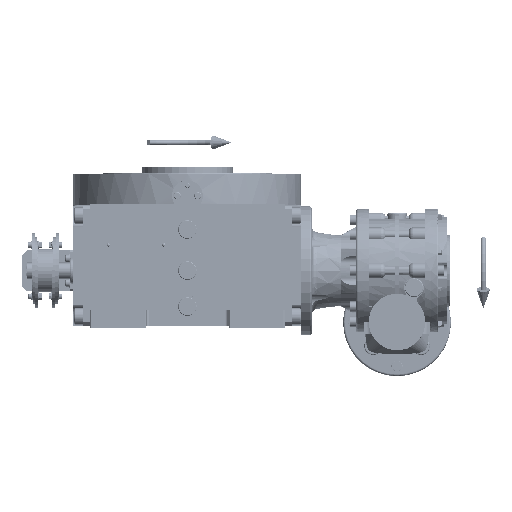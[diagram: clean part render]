
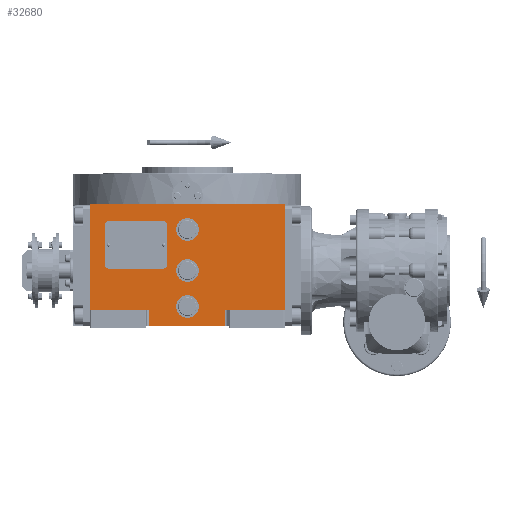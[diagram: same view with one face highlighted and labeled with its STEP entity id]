
A CAD part, top view. The second image highlights one B-rep face of the part: STEP entity #32680.
In plain terms, the highlighted planar face has unit normal (0, 0, 1).
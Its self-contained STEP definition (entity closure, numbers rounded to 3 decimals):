
#1639 = LINE ( 'NONE', #43827, #20340 ) ;
#1941 = CARTESIAN_POINT ( 'NONE',  ( 37., -38.5, 163.5 ) ) ;
#4125 = DIRECTION ( 'NONE',  ( -1., 0., 0. ) ) ;
#5957 = LINE ( 'NONE', #6804, #110883 ) ;
#6804 = CARTESIAN_POINT ( 'NONE',  ( -37., -53.5, 163.5 ) ) ;
#8060 = AXIS2_PLACEMENT_3D ( 'NONE', #169253, #75302, #142542 ) ;
#11033 = CARTESIAN_POINT ( 'NONE',  ( -94.5, -53.5, 163.5 ) ) ;
#11218 = VECTOR ( 'NONE', #36479, 1000. ) ;
#12306 = CARTESIAN_POINT ( 'NONE',  ( -37., -53.5, 163.5 ) ) ;
#12499 = VERTEX_POINT ( 'NONE', #109036 ) ;
#12824 = CARTESIAN_POINT ( 'NONE',  ( 0., 40., 163.5 ) ) ;
#13882 = VERTEX_POINT ( 'NONE', #163081 ) ;
#15280 = ORIENTED_EDGE ( 'NONE', *, *, #127209, .F. ) ;
#15481 = EDGE_CURVE ( 'NONE', #127992, #118214, #113123, .T. ) ;
#15935 = CARTESIAN_POINT ( 'NONE',  ( 37., -38.5, 163.5 ) ) ;
#17104 = DIRECTION ( 'NONE',  ( 0., 1., 0. ) ) ;
#19318 = DIRECTION ( 'NONE',  ( 1., 0., 0. ) ) ;
#20109 = EDGE_CURVE ( 'NONE', #41817, #109638, #5957, .T. ) ;
#20340 = VECTOR ( 'NONE', #17104, 1000. ) ;
#21300 = CARTESIAN_POINT ( 'NONE',  ( -94.5, -38.5, 163.5 ) ) ;
#22104 = CARTESIAN_POINT ( 'NONE',  ( 11., 40., 163.5 ) ) ;
#23993 = FACE_OUTER_BOUND ( 'NONE', #105304, .T. ) ;
#25735 = VECTOR ( 'NONE', #65747, 1000. ) ;
#25887 = DIRECTION ( 'NONE',  ( 1., 0., 0. ) ) ;
#28284 = ORIENTED_EDGE ( 'NONE', *, *, #102498, .F. ) ;
#30787 = DIRECTION ( 'NONE',  ( 0., 0., 1. ) ) ;
#32680 = ADVANCED_FACE ( 'NONE', ( #159288, #130885, #89515, #23993 ), #76571, .T. ) ;
#32726 = DIRECTION ( 'NONE',  ( 1., 0., 0. ) ) ;
#33549 = AXIS2_PLACEMENT_3D ( 'NONE', #11033, #142964, #117937 ) ;
#33860 = VERTEX_POINT ( 'NONE', #145335 ) ;
#34935 = CIRCLE ( 'NONE', #92806, 11. ) ;
#36015 = VERTEX_POINT ( 'NONE', #22104 ) ;
#36479 = DIRECTION ( 'NONE',  ( 0., 1., 0. ) ) ;
#39500 = DIRECTION ( 'NONE',  ( 0., 0., 1. ) ) ;
#41817 = VERTEX_POINT ( 'NONE', #72334 ) ;
#43827 = CARTESIAN_POINT ( 'NONE',  ( -94.5, -38.5, 163.5 ) ) ;
#46163 = ORIENTED_EDGE ( 'NONE', *, *, #168368, .F. ) ;
#48573 = LINE ( 'NONE', #140841, #130024 ) ;
#51439 = CARTESIAN_POINT ( 'NONE',  ( -94.5, 64.5, 163.5 ) ) ;
#52750 = EDGE_CURVE ( 'NONE', #12499, #36015, #34935, .T. ) ;
#55834 = CARTESIAN_POINT ( 'NONE',  ( 0., -35., 163.5 ) ) ;
#60465 = CIRCLE ( 'NONE', #115518, 11. ) ;
#60613 = DIRECTION ( 'NONE',  ( 0., 0., 1. ) ) ;
#62340 = VECTOR ( 'NONE', #25887, 1000. ) ;
#65408 = DIRECTION ( 'NONE',  ( 0., 0., 1. ) ) ;
#65747 = DIRECTION ( 'NONE',  ( 0., -1., 0. ) ) ;
#65811 = VERTEX_POINT ( 'NONE', #15935 ) ;
#66170 = VERTEX_POINT ( 'NONE', #159729 ) ;
#67755 = VERTEX_POINT ( 'NONE', #21300 ) ;
#70036 = EDGE_CURVE ( 'NONE', #154643, #66170, #169817, .T. ) ;
#72334 = CARTESIAN_POINT ( 'NONE',  ( -37., -53.5, 163.5 ) ) ;
#75302 = DIRECTION ( 'NONE',  ( 0., 0., 1. ) ) ;
#75942 = LINE ( 'NONE', #168161, #62340 ) ;
#76356 = DIRECTION ( 'NONE',  ( 1., 0., 0. ) ) ;
#76571 = PLANE ( 'NONE',  #33549 ) ;
#80047 = EDGE_CURVE ( 'NONE', #65811, #154643, #48573, .T. ) ;
#80199 = ORIENTED_EDGE ( 'NONE', *, *, #52750, .F. ) ;
#83624 = CARTESIAN_POINT ( 'NONE',  ( 0., -35., 163.5 ) ) ;
#88344 = CARTESIAN_POINT ( 'NONE',  ( 94.5, -38.5, 163.5 ) ) ;
#89515 = FACE_BOUND ( 'NONE', #146174, .T. ) ;
#90500 = DIRECTION ( 'NONE',  ( 0., 1., 0. ) ) ;
#92806 = AXIS2_PLACEMENT_3D ( 'NONE', #12824, #65408, #157666 ) ;
#94434 = VERTEX_POINT ( 'NONE', #170281 ) ;
#95021 = LINE ( 'NONE', #1941, #25735 ) ;
#99289 = ORIENTED_EDGE ( 'NONE', *, *, #123363, .F. ) ;
#100996 = DIRECTION ( 'NONE',  ( 1., 0., 0. ) ) ;
#101136 = ORIENTED_EDGE ( 'NONE', *, *, #20109, .T. ) ;
#102498 = EDGE_CURVE ( 'NONE', #67755, #111555, #1639, .T. ) ;
#102718 = CARTESIAN_POINT ( 'NONE',  ( -94.5, -38.5, 163.5 ) ) ;
#105304 = EDGE_LOOP ( 'NONE', ( #101136, #164922, #109324, #116298, #125733, #28284, #119188, #99289 ) ) ;
#107084 = EDGE_CURVE ( 'NONE', #67755, #94434, #129429, .T. ) ;
#107449 = EDGE_CURVE ( 'NONE', #13882, #33860, #117564, .T. ) ;
#109036 = CARTESIAN_POINT ( 'NONE',  ( -11., 40., 163.5 ) ) ;
#109324 = ORIENTED_EDGE ( 'NONE', *, *, #80047, .T. ) ;
#109638 = VERTEX_POINT ( 'NONE', #166541 ) ;
#110883 = VECTOR ( 'NONE', #76356, 1000. ) ;
#111233 = DIRECTION ( 'NONE',  ( 0., 0., 1. ) ) ;
#111555 = VERTEX_POINT ( 'NONE', #51439 ) ;
#113123 = CIRCLE ( 'NONE', #121406, 11. ) ;
#115445 = CIRCLE ( 'NONE', #8060, 11. ) ;
#115518 = AXIS2_PLACEMENT_3D ( 'NONE', #55834, #30787, #136024 ) ;
#116289 = DIRECTION ( 'NONE',  ( 1., 0., 0. ) ) ;
#116298 = ORIENTED_EDGE ( 'NONE', *, *, #70036, .T. ) ;
#117479 = EDGE_CURVE ( 'NONE', #111555, #66170, #75942, .T. ) ;
#117564 = CIRCLE ( 'NONE', #145134, 11. ) ;
#117937 = DIRECTION ( 'NONE',  ( 1., 0., 0. ) ) ;
#118214 = VERTEX_POINT ( 'NONE', #126413 ) ;
#118944 = CARTESIAN_POINT ( 'NONE',  ( 94.5, -38.5, 163.5 ) ) ;
#119188 = ORIENTED_EDGE ( 'NONE', *, *, #107084, .T. ) ;
#121406 = AXIS2_PLACEMENT_3D ( 'NONE', #129218, #39500, #116289 ) ;
#121781 = EDGE_LOOP ( 'NONE', ( #147165, #15280 ) ) ;
#123363 = EDGE_CURVE ( 'NONE', #41817, #94434, #168382, .T. ) ;
#125733 = ORIENTED_EDGE ( 'NONE', *, *, #117479, .F. ) ;
#126413 = CARTESIAN_POINT ( 'NONE',  ( -11., 0., 163.5 ) ) ;
#127209 = EDGE_CURVE ( 'NONE', #33860, #13882, #60465, .T. ) ;
#127992 = VERTEX_POINT ( 'NONE', #137105 ) ;
#129218 = CARTESIAN_POINT ( 'NONE',  ( 0., 0., 163.5 ) ) ;
#129429 = LINE ( 'NONE', #102718, #158787 ) ;
#130024 = VECTOR ( 'NONE', #19318, 1000. ) ;
#130885 = FACE_BOUND ( 'NONE', #121781, .T. ) ;
#134321 = EDGE_LOOP ( 'NONE', ( #145223, #168322 ) ) ;
#136024 = DIRECTION ( 'NONE',  ( -1., 0., 0. ) ) ;
#137105 = CARTESIAN_POINT ( 'NONE',  ( 11., 0., 163.5 ) ) ;
#137428 = CARTESIAN_POINT ( 'NONE',  ( 0., 0., 163.5 ) ) ;
#140841 = CARTESIAN_POINT ( 'NONE',  ( 37., -38.5, 163.5 ) ) ;
#142542 = DIRECTION ( 'NONE',  ( 1., 0., 0. ) ) ;
#142964 = DIRECTION ( 'NONE',  ( 0., 0., 1. ) ) ;
#145134 = AXIS2_PLACEMENT_3D ( 'NONE', #83624, #111233, #32726 ) ;
#145223 = ORIENTED_EDGE ( 'NONE', *, *, #15481, .F. ) ;
#145335 = CARTESIAN_POINT ( 'NONE',  ( -11., -35., 163.5 ) ) ;
#145578 = EDGE_CURVE ( 'NONE', #65811, #109638, #95021, .T. ) ;
#146174 = EDGE_LOOP ( 'NONE', ( #46163, #80199 ) ) ;
#147165 = ORIENTED_EDGE ( 'NONE', *, *, #107449, .F. ) ;
#147556 = VECTOR ( 'NONE', #90500, 1000. ) ;
#154643 = VERTEX_POINT ( 'NONE', #88344 ) ;
#157532 = EDGE_CURVE ( 'NONE', #118214, #127992, #168513, .T. ) ;
#157666 = DIRECTION ( 'NONE',  ( -1., 0., 0. ) ) ;
#158787 = VECTOR ( 'NONE', #100996, 1000. ) ;
#159288 = FACE_BOUND ( 'NONE', #134321, .T. ) ;
#159729 = CARTESIAN_POINT ( 'NONE',  ( 94.5, 64.5, 163.5 ) ) ;
#163081 = CARTESIAN_POINT ( 'NONE',  ( 11., -35., 163.5 ) ) ;
#163385 = AXIS2_PLACEMENT_3D ( 'NONE', #137428, #60613, #4125 ) ;
#164922 = ORIENTED_EDGE ( 'NONE', *, *, #145578, .F. ) ;
#166541 = CARTESIAN_POINT ( 'NONE',  ( 37., -53.5, 163.5 ) ) ;
#168161 = CARTESIAN_POINT ( 'NONE',  ( -94.5, 64.5, 163.5 ) ) ;
#168322 = ORIENTED_EDGE ( 'NONE', *, *, #157532, .F. ) ;
#168368 = EDGE_CURVE ( 'NONE', #36015, #12499, #115445, .T. ) ;
#168382 = LINE ( 'NONE', #12306, #11218 ) ;
#168513 = CIRCLE ( 'NONE', #163385, 11. ) ;
#169253 = CARTESIAN_POINT ( 'NONE',  ( 0., 40., 163.5 ) ) ;
#169817 = LINE ( 'NONE', #118944, #147556 ) ;
#170281 = CARTESIAN_POINT ( 'NONE',  ( -37., -38.5, 163.5 ) ) ;
